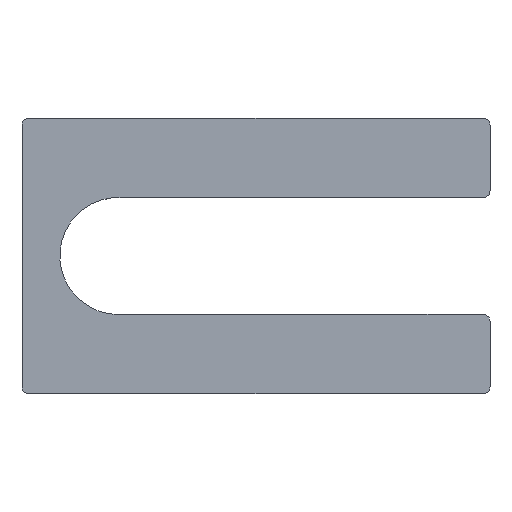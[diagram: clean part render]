
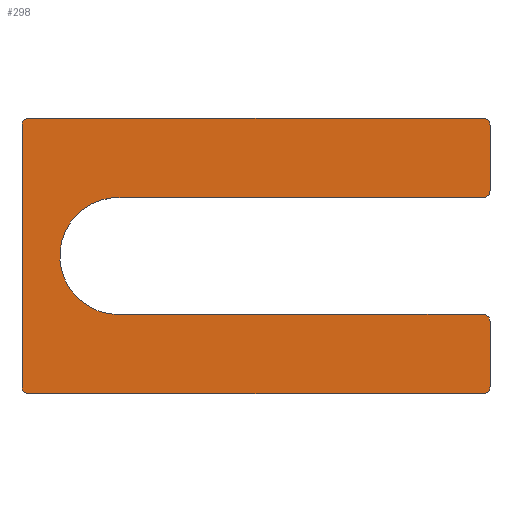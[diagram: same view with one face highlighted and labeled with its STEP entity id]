
A CAD part, top view. The second image highlights one B-rep face of the part: STEP entity #298.
In plain terms, the highlighted planar face has unit normal (0, 0, 1).
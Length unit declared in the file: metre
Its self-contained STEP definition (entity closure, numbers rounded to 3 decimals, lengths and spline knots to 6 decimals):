
#19=PLANE('',#341);
#25=LINE('',#448,#53);
#29=LINE('',#460,#57);
#33=LINE('',#472,#61);
#37=LINE('',#484,#65);
#41=LINE('',#496,#69);
#45=LINE('',#508,#73);
#48=LINE('',#517,#76);
#53=VECTOR('',#357,1.);
#57=VECTOR('',#369,1.);
#61=VECTOR('',#381,1.);
#65=VECTOR('',#393,1.);
#69=VECTOR('',#405,1.);
#73=VECTOR('',#417,1.);
#76=VECTOR('',#428,1.);
#133=ORIENTED_EDGE('',*,*,#163,.F.);
#134=ORIENTED_EDGE('',*,*,#167,.T.);
#135=ORIENTED_EDGE('',*,*,#170,.T.);
#136=ORIENTED_EDGE('',*,*,#173,.T.);
#137=ORIENTED_EDGE('',*,*,#176,.T.);
#138=ORIENTED_EDGE('',*,*,#179,.T.);
#139=ORIENTED_EDGE('',*,*,#182,.T.);
#140=ORIENTED_EDGE('',*,*,#185,.F.);
#141=ORIENTED_EDGE('',*,*,#188,.T.);
#142=ORIENTED_EDGE('',*,*,#191,.F.);
#143=ORIENTED_EDGE('',*,*,#194,.T.);
#144=ORIENTED_EDGE('',*,*,#197,.T.);
#145=ORIENTED_EDGE('',*,*,#200,.T.);
#146=ORIENTED_EDGE('',*,*,#202,.F.);
#163=EDGE_CURVE('',#205,#206,#232,.T.);
#167=EDGE_CURVE('',#205,#208,#25,.T.);
#170=EDGE_CURVE('',#208,#210,#234,.T.);
#173=EDGE_CURVE('',#210,#212,#29,.T.);
#176=EDGE_CURVE('',#212,#214,#236,.T.);
#179=EDGE_CURVE('',#214,#216,#33,.T.);
#182=EDGE_CURVE('',#216,#218,#238,.T.);
#185=EDGE_CURVE('',#220,#218,#37,.T.);
#188=EDGE_CURVE('',#220,#222,#240,.T.);
#191=EDGE_CURVE('',#224,#222,#41,.T.);
#194=EDGE_CURVE('',#224,#226,#242,.T.);
#197=EDGE_CURVE('',#226,#228,#45,.T.);
#200=EDGE_CURVE('',#228,#230,#244,.T.);
#202=EDGE_CURVE('',#206,#230,#48,.T.);
#205=VERTEX_POINT('',#439);
#206=VERTEX_POINT('',#441);
#208=VERTEX_POINT('',#447);
#210=VERTEX_POINT('',#453);
#212=VERTEX_POINT('',#459);
#214=VERTEX_POINT('',#465);
#216=VERTEX_POINT('',#471);
#218=VERTEX_POINT('',#477);
#220=VERTEX_POINT('',#483);
#222=VERTEX_POINT('',#489);
#224=VERTEX_POINT('',#495);
#226=VERTEX_POINT('',#501);
#228=VERTEX_POINT('',#507);
#230=VERTEX_POINT('',#513);
#232=CIRCLE('',#315,0.00425);
#234=CIRCLE('',#319,0.0005);
#236=CIRCLE('',#323,0.0005);
#238=CIRCLE('',#327,0.0005);
#240=CIRCLE('',#331,0.0005);
#242=CIRCLE('',#335,0.0005);
#244=CIRCLE('',#339,0.0005);
#259=EDGE_LOOP('',(#133,#134,#135,#136,#137,#138,#139,#140,#141,#142,#143,
#144,#145,#146));
#275=FACE_BOUND('',#259,.T.);
#298=ADVANCED_FACE('',(#275),#19,.T.);
#315=AXIS2_PLACEMENT_3D('',#440,#350,#351);
#319=AXIS2_PLACEMENT_3D('',#454,#363,#364);
#323=AXIS2_PLACEMENT_3D('',#466,#375,#376);
#327=AXIS2_PLACEMENT_3D('',#478,#387,#388);
#331=AXIS2_PLACEMENT_3D('',#490,#399,#400);
#335=AXIS2_PLACEMENT_3D('',#502,#411,#412);
#339=AXIS2_PLACEMENT_3D('',#514,#423,#424);
#341=AXIS2_PLACEMENT_3D('',#518,#429,#430);
#350=DIRECTION('',(0.,0.,1.));
#351=DIRECTION('',(1.,0.,0.));
#357=DIRECTION('',(1.,0.,0.));
#363=DIRECTION('',(0.,0.,1.));
#364=DIRECTION('',(1.,0.,0.));
#369=DIRECTION('',(0.,1.,0.));
#375=DIRECTION('',(0.,0.,1.));
#376=DIRECTION('',(1.,0.,0.));
#381=DIRECTION('',(-1.,0.,0.));
#387=DIRECTION('',(0.,0.,1.));
#388=DIRECTION('',(1.,0.,0.));
#393=DIRECTION('',(0.,1.,0.));
#399=DIRECTION('',(0.,0.,1.));
#400=DIRECTION('',(1.,0.,0.));
#405=DIRECTION('',(-1.,0.,0.));
#411=DIRECTION('',(0.,0.,1.));
#412=DIRECTION('',(1.,0.,0.));
#417=DIRECTION('',(0.,1.,0.));
#423=DIRECTION('',(0.,0.,1.));
#424=DIRECTION('',(1.,0.,0.));
#428=DIRECTION('',(1.,0.,0.));
#429=DIRECTION('',(0.,0.,1.));
#430=DIRECTION('',(1.,0.,0.));
#439=CARTESIAN_POINT('',(-0.009875,0.004248,0.000381));
#440=CARTESIAN_POINT('',(-0.01,0.,0.000381));
#441=CARTESIAN_POINT('',(-0.01,-0.00425,0.000381));
#447=CARTESIAN_POINT('',(0.0165,0.004248,0.000381));
#448=CARTESIAN_POINT('',(0.003313,0.004248,0.000381));
#453=CARTESIAN_POINT('',(0.017,0.004748,0.000381));
#454=CARTESIAN_POINT('',(0.0165,0.004748,0.000381));
#459=CARTESIAN_POINT('',(0.017,0.0095,0.000381));
#460=CARTESIAN_POINT('',(0.017,0.007124,0.000381));
#465=CARTESIAN_POINT('',(0.0165,0.01,0.000381));
#466=CARTESIAN_POINT('',(0.0165,0.0095,0.000381));
#471=CARTESIAN_POINT('',(-0.0165,0.01,0.000381));
#472=CARTESIAN_POINT('',(0.,0.01,0.000381));
#477=CARTESIAN_POINT('',(-0.017,0.0095,0.000381));
#478=CARTESIAN_POINT('',(-0.0165,0.0095,0.000381));
#483=CARTESIAN_POINT('',(-0.017,-0.0095,0.000381));
#484=CARTESIAN_POINT('',(-0.017,0.,0.000381));
#489=CARTESIAN_POINT('',(-0.0165,-0.01,0.000381));
#490=CARTESIAN_POINT('',(-0.0165,-0.0095,0.000381));
#495=CARTESIAN_POINT('',(0.0165,-0.01,0.000381));
#496=CARTESIAN_POINT('',(0.,-0.01,0.000381));
#501=CARTESIAN_POINT('',(0.017,-0.0095,0.000381));
#502=CARTESIAN_POINT('',(0.0165,-0.0095,0.000381));
#507=CARTESIAN_POINT('',(0.017,-0.00475,0.000381));
#508=CARTESIAN_POINT('',(0.017,-0.007125,0.000381));
#513=CARTESIAN_POINT('',(0.0165,-0.00425,0.000381));
#514=CARTESIAN_POINT('',(0.0165,-0.00475,0.000381));
#517=CARTESIAN_POINT('',(0.00325,-0.00425,0.000381));
#518=CARTESIAN_POINT('',(0.,0.,0.000381));
